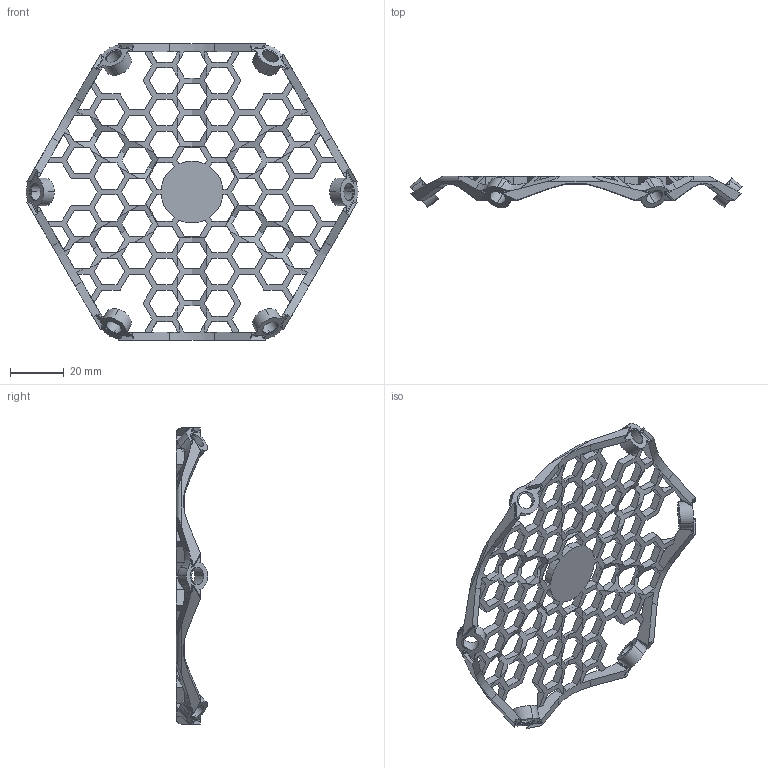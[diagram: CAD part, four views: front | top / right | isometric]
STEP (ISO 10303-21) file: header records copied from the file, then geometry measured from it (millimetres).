
FILE_DESCRIPTION (( 'STEP AP203' ), '1' );
FILE_NAME ('cover_IMU_Default_sldprt.STEP', '2020-01-29T04:40:25', ( '' ), ( '' ), 'SwSTEP 2.0', 'SolidWorks 2019', '' );
FILE_SCHEMA (( 'CONFIG_CONTROL_DESIGN' ));
Length unit declared in the file: millimetre
Products named in the file (1): cover_IMU_Default_sldprt
Bounding box: 123.23 x 11.63 x 110 mm (x, y, z)
Volume: 11990.8 mm3; surface area: 18286.8 mm2
Topology: 1 solids, 1 shells, 712 faces, 2359 edges, 1566 vertices
Faces by surface type: plane 591, cylinder 73, cone 24, torus 12, bspline 12
Entity records: 26402 total; most frequent: CARTESIAN_POINT 6002, ORIENTED_EDGE 4718, DIRECTION 3643, EDGE_CURVE 2359, LINE 1957, VECTOR 1957, VERTEX_POINT 1566, AXIS2_PLACEMENT_3D 843
